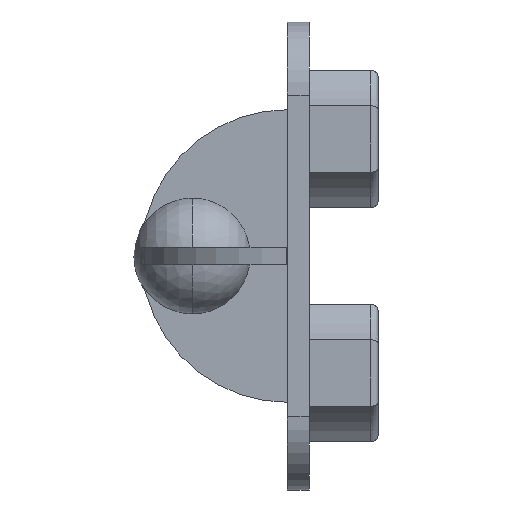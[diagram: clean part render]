
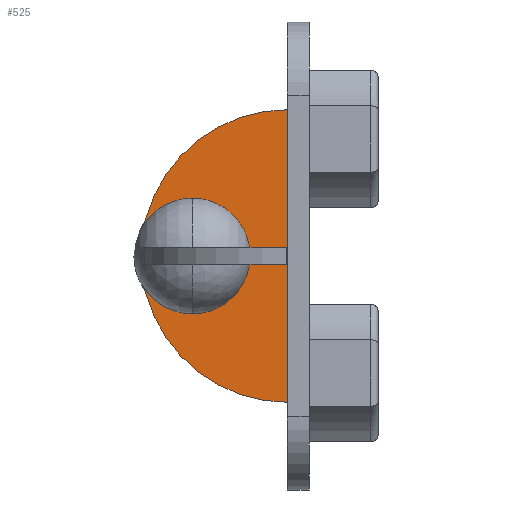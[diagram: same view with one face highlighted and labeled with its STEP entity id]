
A CAD part, left-side view. The second image highlights one B-rep face of the part: STEP entity #525.
In plain terms, the highlighted planar face has unit normal (-1, 0, 0).
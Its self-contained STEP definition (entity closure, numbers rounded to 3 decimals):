
#30 = DIRECTION ( 'NONE',  ( 0., -1., 0. ) ) ;
#48 = ORIENTED_EDGE ( 'NONE', *, *, #332, .F. ) ;
#54 = LINE ( 'NONE', #5376, #4563 ) ;
#103 = ORIENTED_EDGE ( 'NONE', *, *, #3290, .T. ) ;
#205 = CARTESIAN_POINT ( 'NONE',  ( 11.076, 29.89, -29.206 ) ) ;
#332 = EDGE_CURVE ( 'NONE', #5844, #5404, #5432, .T. ) ;
#467 = DIRECTION ( 'NONE',  ( -1., 0., 0. ) ) ;
#512 = ORIENTED_EDGE ( 'NONE', *, *, #1969, .T. ) ;
#525 = ADVANCED_FACE ( 'NONE', ( #2679 ), #5109, .F. ) ;
#615 = VERTEX_POINT ( 'NONE', #6243 ) ;
#672 = AXIS2_PLACEMENT_3D ( 'NONE', #1456, #467, #4870 ) ;
#691 = VECTOR ( 'NONE', #30, 1000. ) ;
#705 = VERTEX_POINT ( 'NONE', #1848 ) ;
#730 = DIRECTION ( 'NONE',  ( -1., 0., 0. ) ) ;
#738 = DIRECTION ( 'NONE',  ( 0., 0., -1. ) ) ;
#819 = DIRECTION ( 'NONE',  ( 1., 0., 0. ) ) ;
#911 = CARTESIAN_POINT ( 'NONE',  ( 11.076, 20.089, -27.017 ) ) ;
#950 = CARTESIAN_POINT ( 'NONE',  ( 11.076, 29.89, -24.828 ) ) ;
#979 = CARTESIAN_POINT ( 'NONE',  ( 11.076, 0., -27.62 ) ) ;
#1062 = B_SPLINE_CURVE_WITH_KNOTS ( 'NONE', 3,
 ( #5322, #5456, #950, #5826 ),
 .UNSPECIFIED., .F., .F.,
 ( 4, 4 ),
 ( 0., 0.001 ),
 .UNSPECIFIED. ) ;
#1214 = EDGE_CURVE ( 'NONE', #5654, #615, #1062, .T. ) ;
#1267 = LINE ( 'NONE', #6110, #2566 ) ;
#1355 = VERTEX_POINT ( 'NONE', #5241 ) ;
#1456 = CARTESIAN_POINT ( 'NONE',  ( 11.076, 26.589, -27.017 ) ) ;
#1513 = ORIENTED_EDGE ( 'NONE', *, *, #2267, .F. ) ;
#1517 = AXIS2_PLACEMENT_3D ( 'NONE', #2657, #4030, #5966 ) ;
#1644 = VERTEX_POINT ( 'NONE', #4751 ) ;
#1657 = DIRECTION ( 'NONE',  ( 1., 0., 0. ) ) ;
#1837 = DIRECTION ( 'NONE',  ( 0., 0., -1. ) ) ;
#1848 = CARTESIAN_POINT ( 'NONE',  ( 11.076, 20.089, -37.017 ) ) ;
#1853 = CARTESIAN_POINT ( 'NONE',  ( 11.076, 26.589, -23.062 ) ) ;
#1969 = EDGE_CURVE ( 'NONE', #5844, #4202, #1267, .T. ) ;
#2139 = CIRCLE ( 'NONE', #3464, 3.955 ) ;
#2174 = AXIS2_PLACEMENT_3D ( 'NONE', #4916, #3448, #4020 ) ;
#2245 = VERTEX_POINT ( 'NONE', #4237 ) ;
#2267 = EDGE_CURVE ( 'NONE', #5654, #3891, #2852, .T. ) ;
#2373 = EDGE_CURVE ( 'NONE', #4961, #2245, #3736, .T. ) ;
#2505 = CARTESIAN_POINT ( 'NONE',  ( 11.076, 20.153, -27.62 ) ) ;
#2516 = AXIS2_PLACEMENT_3D ( 'NONE', #4158, #4196, #6091 ) ;
#2544 = CARTESIAN_POINT ( 'NONE',  ( 11.076, 26.589, -30.972 ) ) ;
#2566 = VECTOR ( 'NONE', #3213, 1000. ) ;
#2580 = ORIENTED_EDGE ( 'NONE', *, *, #2373, .F. ) ;
#2657 = CARTESIAN_POINT ( 'NONE',  ( 11.076, 26.589, -27.017 ) ) ;
#2679 = FACE_OUTER_BOUND ( 'NONE', #6241, .T. ) ;
#2759 = ORIENTED_EDGE ( 'NONE', *, *, #2815, .F. ) ;
#2815 = EDGE_CURVE ( 'NONE', #705, #1355, #5176, .T. ) ;
#2849 = B_SPLINE_CURVE_WITH_KNOTS ( 'NONE', 3,
 ( #3075, #205, #6098, #3649 ),
 .UNSPECIFIED., .F., .F.,
 ( 4, 4 ),
 ( 0., 0.001 ),
 .UNSPECIFIED. ) ;
#2852 = CIRCLE ( 'NONE', #3669, 10. ) ;
#3045 = DIRECTION ( 'NONE',  ( 0., 0., -1. ) ) ;
#3075 = CARTESIAN_POINT ( 'NONE',  ( 11.076, 30.003, -29.014 ) ) ;
#3111 = ORIENTED_EDGE ( 'NONE', *, *, #1214, .T. ) ;
#3179 = DIRECTION ( 'NONE',  ( 0., 0., -1. ) ) ;
#3199 = EDGE_CURVE ( 'NONE', #3891, #705, #54, .T. ) ;
#3206 = EDGE_CURVE ( 'NONE', #2245, #3734, #4418, .T. ) ;
#3213 = DIRECTION ( 'NONE',  ( 0., -1., 0. ) ) ;
#3258 = ORIENTED_EDGE ( 'NONE', *, *, #5662, .F. ) ;
#3290 = EDGE_CURVE ( 'NONE', #1644, #1355, #2849, .T. ) ;
#3318 = LINE ( 'NONE', #4753, #4896 ) ;
#3367 = CARTESIAN_POINT ( 'NONE',  ( 11.076, 20.153, -26.42 ) ) ;
#3386 = ORIENTED_EDGE ( 'NONE', *, *, #5455, .F. ) ;
#3448 = DIRECTION ( 'NONE',  ( -1., 0., 0. ) ) ;
#3464 = AXIS2_PLACEMENT_3D ( 'NONE', #5605, #730, #3179 ) ;
#3649 = CARTESIAN_POINT ( 'NONE',  ( 11.076, 29.744, -29.623 ) ) ;
#3669 = AXIS2_PLACEMENT_3D ( 'NONE', #911, #819, #1837 ) ;
#3700 = CARTESIAN_POINT ( 'NONE',  ( 11.076, 29.744, -24.411 ) ) ;
#3734 = VERTEX_POINT ( 'NONE', #2505 ) ;
#3736 = CIRCLE ( 'NONE', #672, 3.955 ) ;
#3891 = VERTEX_POINT ( 'NONE', #4364 ) ;
#4020 = DIRECTION ( 'NONE',  ( 0., 0., -1. ) ) ;
#4030 = DIRECTION ( 'NONE',  ( -1., 0., 0. ) ) ;
#4087 = CARTESIAN_POINT ( 'NONE',  ( 11.076, 0., 0. ) ) ;
#4158 = CARTESIAN_POINT ( 'NONE',  ( 11.076, 20.089, -27.017 ) ) ;
#4196 = DIRECTION ( 'NONE',  ( 1., 0., 0. ) ) ;
#4202 = VERTEX_POINT ( 'NONE', #3367 ) ;
#4237 = CARTESIAN_POINT ( 'NONE',  ( 11.076, 22.681, -27.62 ) ) ;
#4364 = CARTESIAN_POINT ( 'NONE',  ( 11.076, 20.089, -17.017 ) ) ;
#4418 = LINE ( 'NONE', #979, #691 ) ;
#4533 = EDGE_CURVE ( 'NONE', #5404, #615, #5696, .T. ) ;
#4563 = VECTOR ( 'NONE', #3045, 1000. ) ;
#4751 = CARTESIAN_POINT ( 'NONE',  ( 11.076, 30.003, -29.014 ) ) ;
#4753 = CARTESIAN_POINT ( 'NONE',  ( 11.076, 20.153, 0. ) ) ;
#4802 = ORIENTED_EDGE ( 'NONE', *, *, #3199, .F. ) ;
#4870 = DIRECTION ( 'NONE',  ( 0., 0., -1. ) ) ;
#4896 = VECTOR ( 'NONE', #6278, 1000. ) ;
#4916 = CARTESIAN_POINT ( 'NONE',  ( 11.076, 26.589, -27.017 ) ) ;
#4961 = VERTEX_POINT ( 'NONE', #2544 ) ;
#5109 = PLANE ( 'NONE',  #5327 ) ;
#5176 = CIRCLE ( 'NONE', #2516, 10. ) ;
#5241 = CARTESIAN_POINT ( 'NONE',  ( 11.076, 29.744, -29.623 ) ) ;
#5322 = CARTESIAN_POINT ( 'NONE',  ( 11.076, 29.744, -24.411 ) ) ;
#5324 = CARTESIAN_POINT ( 'NONE',  ( 11.076, 22.68, -26.42 ) ) ;
#5327 = AXIS2_PLACEMENT_3D ( 'NONE', #4087, #1657, #738 ) ;
#5376 = CARTESIAN_POINT ( 'NONE',  ( 11.076, 20.089, 0. ) ) ;
#5404 = VERTEX_POINT ( 'NONE', #1853 ) ;
#5432 = CIRCLE ( 'NONE', #2174, 3.955 ) ;
#5455 = EDGE_CURVE ( 'NONE', #3734, #4202, #3318, .T. ) ;
#5456 = CARTESIAN_POINT ( 'NONE',  ( 11.076, 29.802, -24.626 ) ) ;
#5605 = CARTESIAN_POINT ( 'NONE',  ( 11.076, 26.589, -27.017 ) ) ;
#5607 = ORIENTED_EDGE ( 'NONE', *, *, #3206, .F. ) ;
#5654 = VERTEX_POINT ( 'NONE', #3700 ) ;
#5662 = EDGE_CURVE ( 'NONE', #1644, #4961, #2139, .T. ) ;
#5696 = CIRCLE ( 'NONE', #1517, 3.955 ) ;
#5826 = CARTESIAN_POINT ( 'NONE',  ( 11.076, 30.003, -25.019 ) ) ;
#5844 = VERTEX_POINT ( 'NONE', #5324 ) ;
#5952 = ORIENTED_EDGE ( 'NONE', *, *, #4533, .F. ) ;
#5966 = DIRECTION ( 'NONE',  ( 0., 0., -1. ) ) ;
#6091 = DIRECTION ( 'NONE',  ( 0., 0., -1. ) ) ;
#6098 = CARTESIAN_POINT ( 'NONE',  ( 11.076, 29.802, -29.408 ) ) ;
#6110 = CARTESIAN_POINT ( 'NONE',  ( 11.076, 0., -26.42 ) ) ;
#6241 = EDGE_LOOP ( 'NONE', ( #48, #512, #3386, #5607, #2580, #3258, #103, #2759, #4802, #1513, #3111, #5952 ) ) ;
#6243 = CARTESIAN_POINT ( 'NONE',  ( 11.076, 30.003, -25.019 ) ) ;
#6278 = DIRECTION ( 'NONE',  ( 0., 0., 1. ) ) ;
